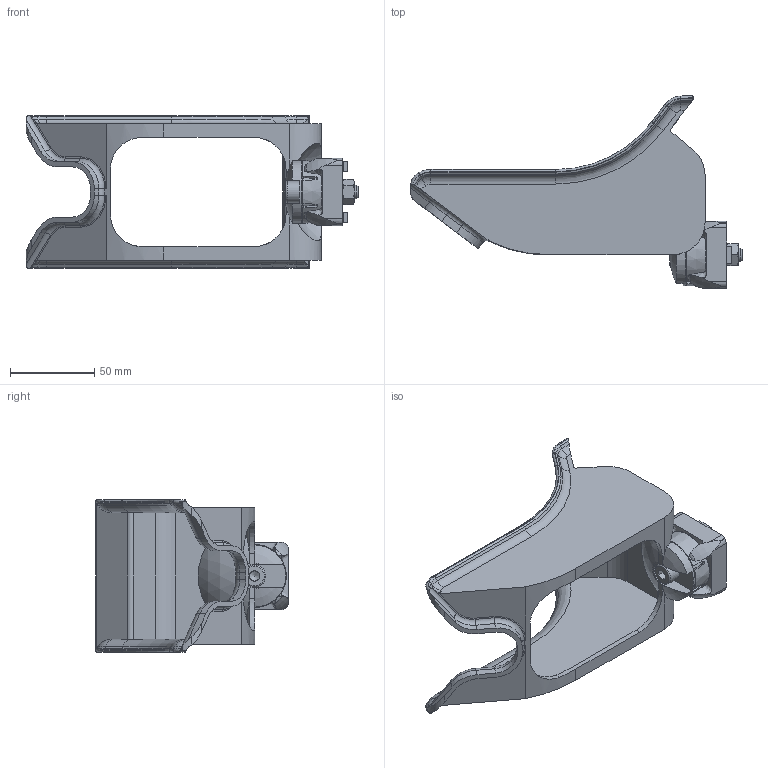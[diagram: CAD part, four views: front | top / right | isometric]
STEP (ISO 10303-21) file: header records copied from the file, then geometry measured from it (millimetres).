
FILE_DESCRIPTION(/* description */ ('STEP AP203'),/* implementation_level */ '2;1');
FILE_NAME(/* name */ '6TM840NPT91',/* time_stamp */ '2024-03-04T13:38:23+01:00',/* author */ ('License CC BY-ND 4.0'),/* organization */ ('CADENAS'),/* preprocessor_version */ 'ST-DEVELOPER v19.3',/* originating_system */ 'PARTsolutions',/* authorisation */ ' ');
FILE_SCHEMA (('CONFIG_CONTROL_DESIGN'));
Length unit declared in the file: millimetre
Products named in the file (6): 6TM840NPT91; 6TM840NPT91_1; 6TM840NPT91_4; 6TM840NPT91_2; 6TM840NPT91_5; 6TM840NPT91_3
Assembly tree (6 placements, depth 2):
  6TM840NPT91
    6TM840NPT91_1
    6TM840NPT91_4
    6TM840NPT91_2  x2
    6TM840NPT91_5
    6TM840NPT91_3
Bounding box: 197.53 x 114.6 x 90.91 mm (x, y, z)
Volume: 128734.2 mm3; surface area: 83903.4 mm2
Topology: 6 solids, 6 shells, 568 faces, 1529 edges, 986 vertices
Faces by surface type: plane 226, cylinder 222, torus 74, cone 36, sphere 6, bspline 4
Full cylindrical faces by diameter (mm): 6.8 x1, 8 x2, 13 x1, 31 x1, 37 x1
Entity records: 17341 total; most frequent: CARTESIAN_POINT 3824, DIRECTION 2870, ORIENTED_EDGE 2802, EDGE_CURVE 1401, AXIS2_PLACEMENT_3D 1116, VERTEX_POINT 915, LINE 638, VECTOR 638
